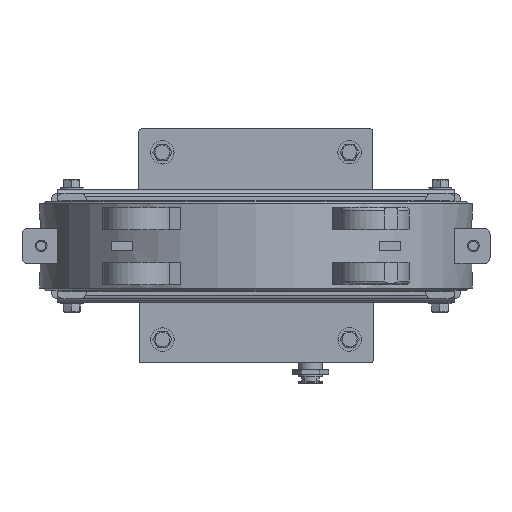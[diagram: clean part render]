
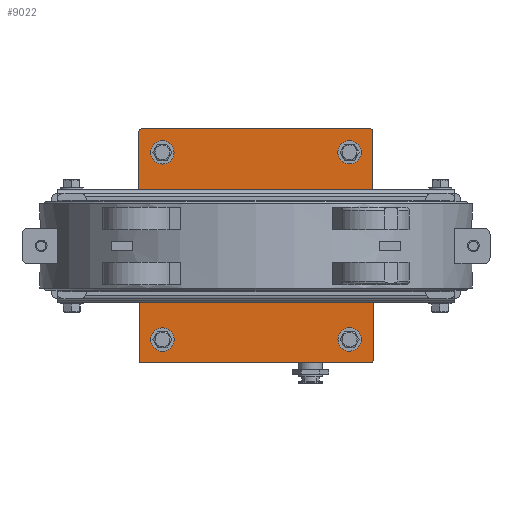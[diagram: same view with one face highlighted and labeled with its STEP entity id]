
A CAD part, front view. The second image highlights one B-rep face of the part: STEP entity #9022.
In plain terms, the highlighted planar face has unit normal (0, -1, 0).
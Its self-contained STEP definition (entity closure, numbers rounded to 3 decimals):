
#286=FACE_BOUND('',#1574,.T.);
#584=PLANE('',#9994);
#995=FACE_OUTER_BOUND('',#1573,.T.);
#1573=EDGE_LOOP('',(#7296,#7297,#7298,#7299,#7300,#7301,#7302,#7303));
#1574=EDGE_LOOP('',(#7304));
#2288=LINE('',#15287,#2998);
#2292=LINE('',#15299,#3002);
#2296=LINE('',#15311,#3006);
#2300=LINE('',#15322,#3010);
#2998=VECTOR('',#11970,10.);
#3002=VECTOR('',#11982,10.);
#3006=VECTOR('',#11994,10.);
#3010=VECTOR('',#12006,10.);
#3467=CIRCLE('',#9970,40.);
#3471=CIRCLE('',#9978,2.);
#3473=CIRCLE('',#9982,2.);
#3475=CIRCLE('',#9986,2.);
#3477=CIRCLE('',#9990,2.);
#4157=VERTEX_POINT('',#15262);
#4161=VERTEX_POINT('',#15277);
#4162=VERTEX_POINT('',#15278);
#4165=VERTEX_POINT('',#15286);
#4167=VERTEX_POINT('',#15292);
#4169=VERTEX_POINT('',#15298);
#4171=VERTEX_POINT('',#15304);
#4173=VERTEX_POINT('',#15310);
#4175=VERTEX_POINT('',#15316);
#5219=EDGE_CURVE('',#4157,#4157,#3467,.T.);
#5225=EDGE_CURVE('',#4161,#4162,#3471,.T.);
#5229=EDGE_CURVE('',#4165,#4161,#2288,.T.);
#5232=EDGE_CURVE('',#4167,#4165,#3473,.T.);
#5235=EDGE_CURVE('',#4169,#4167,#2292,.T.);
#5238=EDGE_CURVE('',#4171,#4169,#3475,.T.);
#5241=EDGE_CURVE('',#4173,#4171,#2296,.T.);
#5244=EDGE_CURVE('',#4175,#4173,#3477,.T.);
#5247=EDGE_CURVE('',#4162,#4175,#2300,.T.);
#7296=ORIENTED_EDGE('',*,*,#5247,.F.);
#7297=ORIENTED_EDGE('',*,*,#5225,.F.);
#7298=ORIENTED_EDGE('',*,*,#5229,.F.);
#7299=ORIENTED_EDGE('',*,*,#5232,.F.);
#7300=ORIENTED_EDGE('',*,*,#5235,.F.);
#7301=ORIENTED_EDGE('',*,*,#5238,.F.);
#7302=ORIENTED_EDGE('',*,*,#5241,.F.);
#7303=ORIENTED_EDGE('',*,*,#5244,.F.);
#7304=ORIENTED_EDGE('',*,*,#5219,.T.);
#9022=ADVANCED_FACE('',(#995,#286),#584,.F.);
#9970=AXIS2_PLACEMENT_3D('',#15264,#11944,#11945);
#9978=AXIS2_PLACEMENT_3D('',#15279,#11962,#11963);
#9982=AXIS2_PLACEMENT_3D('',#15293,#11975,#11976);
#9986=AXIS2_PLACEMENT_3D('',#15305,#11987,#11988);
#9990=AXIS2_PLACEMENT_3D('',#15317,#11999,#12000);
#9994=AXIS2_PLACEMENT_3D('',#15325,#12010,#12011);
#11944=DIRECTION('center_axis',(0.,1.,0.));
#11945=DIRECTION('ref_axis',(1.,0.,0.));
#11962=DIRECTION('center_axis',(0.,1.,0.));
#11963=DIRECTION('ref_axis',(0.,0.,-1.));
#11970=DIRECTION('',(-1.,0.,0.));
#11975=DIRECTION('center_axis',(0.,1.,0.));
#11976=DIRECTION('ref_axis',(1.,0.,0.));
#11982=DIRECTION('',(0.,0.,-1.));
#11987=DIRECTION('center_axis',(0.,1.,0.));
#11988=DIRECTION('ref_axis',(0.,0.,1.));
#11994=DIRECTION('',(1.,0.,0.));
#11999=DIRECTION('center_axis',(0.,1.,0.));
#12000=DIRECTION('ref_axis',(-1.,0.,0.));
#12006=DIRECTION('',(0.,0.,1.));
#12010=DIRECTION('center_axis',(0.,1.,0.));
#12011=DIRECTION('ref_axis',(0.,0.,1.));
#15262=CARTESIAN_POINT('',(-40.,0.,0.));
#15264=CARTESIAN_POINT('Origin',(0.,0.,0.));
#15277=CARTESIAN_POINT('',(-98.,0.,-100.));
#15278=CARTESIAN_POINT('',(-100.,0.,-98.));
#15279=CARTESIAN_POINT('Origin',(-98.,0.,-98.));
#15286=CARTESIAN_POINT('',(98.,0.,-100.));
#15287=CARTESIAN_POINT('',(98.,0.,-100.));
#15292=CARTESIAN_POINT('',(100.,0.,-98.));
#15293=CARTESIAN_POINT('Origin',(98.,0.,-98.));
#15298=CARTESIAN_POINT('',(100.,0.,98.));
#15299=CARTESIAN_POINT('',(100.,0.,98.));
#15304=CARTESIAN_POINT('',(98.,0.,100.));
#15305=CARTESIAN_POINT('Origin',(98.,0.,98.));
#15310=CARTESIAN_POINT('',(-98.,0.,100.));
#15311=CARTESIAN_POINT('',(-98.,0.,100.));
#15316=CARTESIAN_POINT('',(-100.,0.,98.));
#15317=CARTESIAN_POINT('Origin',(-98.,0.,98.));
#15322=CARTESIAN_POINT('',(-100.,0.,-98.));
#15325=CARTESIAN_POINT('Origin',(0.,0.,0.));
